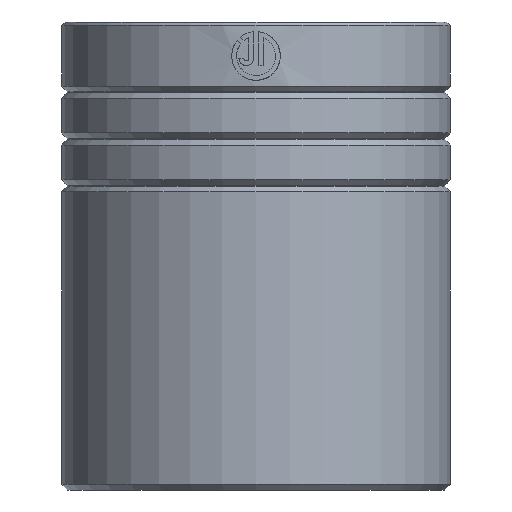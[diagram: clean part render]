
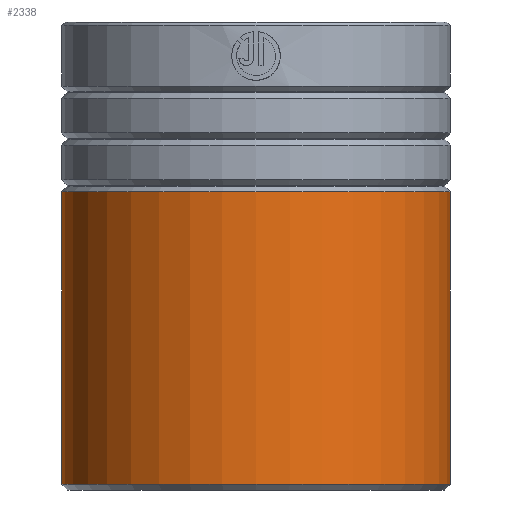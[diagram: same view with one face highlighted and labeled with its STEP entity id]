
A CAD part, front view. The second image highlights one B-rep face of the part: STEP entity #2338.
In plain terms, the highlighted cylindrical face has radius 41.5 mm (diameter 83 mm), a partial arc.
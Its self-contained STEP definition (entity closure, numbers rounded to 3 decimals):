
#126 = LINE ( 'NONE', #298, #375 ) ;
#162 = AXIS2_PLACEMENT_3D ( 'NONE', #700, #1533, #2365 ) ;
#166 = CARTESIAN_POINT ( 'NONE',  ( 41.5, 0., 1.2 ) ) ;
#298 = CARTESIAN_POINT ( 'NONE',  ( 41.5, 0., 100. ) ) ;
#375 = VECTOR ( 'NONE', #1122, 1000. ) ;
#469 = CYLINDRICAL_SURFACE ( 'NONE', #2606, 41.5 ) ;
#511 = DIRECTION ( 'NONE',  ( 0., 0., 1. ) ) ;
#641 = CARTESIAN_POINT ( 'NONE',  ( -41.5, 0., 1.2 ) ) ;
#700 = CARTESIAN_POINT ( 'NONE',  ( 0., 0., 63.717 ) ) ;
#722 = EDGE_CURVE ( 'NONE', #776, #1117, #1412, .T. ) ;
#741 = EDGE_CURVE ( 'NONE', #776, #970, #126, .T. ) ;
#776 = VERTEX_POINT ( 'NONE', #2605 ) ;
#916 = CARTESIAN_POINT ( 'NONE',  ( 0., 0., 100. ) ) ;
#941 = FACE_OUTER_BOUND ( 'NONE', #1791, .T. ) ;
#970 = VERTEX_POINT ( 'NONE', #166 ) ;
#1092 = DIRECTION ( 'NONE',  ( -1., 0., 0. ) ) ;
#1117 = VERTEX_POINT ( 'NONE', #1541 ) ;
#1122 = DIRECTION ( 'NONE',  ( 0., 0., -1. ) ) ;
#1143 = ORIENTED_EDGE ( 'NONE', *, *, #741, .F. ) ;
#1263 = LINE ( 'NONE', #1464, #2144 ) ;
#1297 = DIRECTION ( 'NONE',  ( 0., 0., -1. ) ) ;
#1322 = DIRECTION ( 'NONE',  ( 1., 0., 0. ) ) ;
#1412 = CIRCLE ( 'NONE', #162, 41.5 ) ;
#1464 = CARTESIAN_POINT ( 'NONE',  ( -41.5, 0., 100. ) ) ;
#1484 = ORIENTED_EDGE ( 'NONE', *, *, #1754, .T. ) ;
#1533 = DIRECTION ( 'NONE',  ( 0., 0., -1. ) ) ;
#1541 = CARTESIAN_POINT ( 'NONE',  ( -41.5, 0., 63.717 ) ) ;
#1586 = ORIENTED_EDGE ( 'NONE', *, *, #722, .T. ) ;
#1635 = DIRECTION ( 'NONE',  ( 0., 0., -1. ) ) ;
#1734 = CARTESIAN_POINT ( 'NONE',  ( 0., 0., 1.2 ) ) ;
#1754 = EDGE_CURVE ( 'NONE', #1117, #2170, #1263, .T. ) ;
#1791 = EDGE_LOOP ( 'NONE', ( #1143, #1586, #1484, #2655 ) ) ;
#1920 = CIRCLE ( 'NONE', #2133, 41.5 ) ;
#2133 = AXIS2_PLACEMENT_3D ( 'NONE', #1734, #511, #1322 ) ;
#2144 = VECTOR ( 'NONE', #1635, 1000. ) ;
#2170 = VERTEX_POINT ( 'NONE', #641 ) ;
#2338 = ADVANCED_FACE ( 'NONE', ( #941 ), #469, .T. ) ;
#2343 = EDGE_CURVE ( 'NONE', #2170, #970, #1920, .T. ) ;
#2365 = DIRECTION ( 'NONE',  ( -1., 0., 0. ) ) ;
#2605 = CARTESIAN_POINT ( 'NONE',  ( 41.5, 0., 63.717 ) ) ;
#2606 = AXIS2_PLACEMENT_3D ( 'NONE', #916, #1297, #1092 ) ;
#2655 = ORIENTED_EDGE ( 'NONE', *, *, #2343, .T. ) ;
